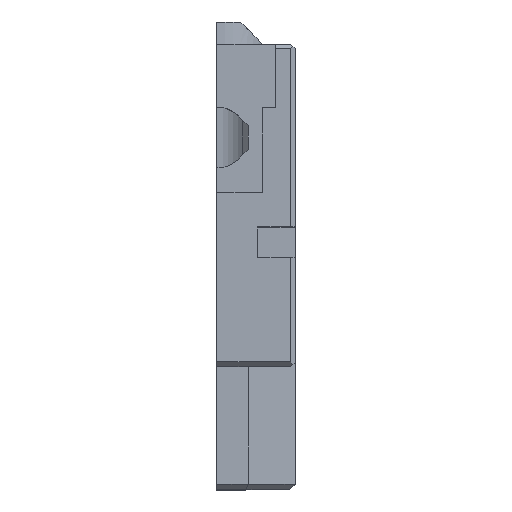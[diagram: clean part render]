
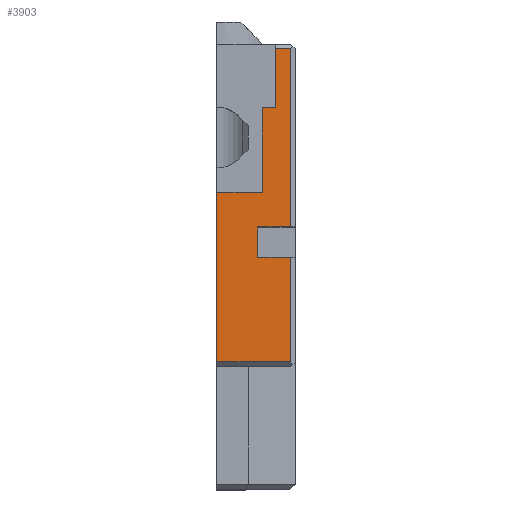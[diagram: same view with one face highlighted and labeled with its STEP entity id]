
A CAD part, top view. The second image highlights one B-rep face of the part: STEP entity #3903.
In plain terms, the highlighted planar face has unit normal (0, 0, 1).
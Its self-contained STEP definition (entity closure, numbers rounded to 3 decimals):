
#71=PLANE('',#4135);
#261=FACE_OUTER_BOUND('',#474,.T.);
#474=EDGE_LOOP('',(#2830,#2831,#2832,#2833,#2834,#2835,#2836,#2837,#2838,
#2839,#2840,#2841));
#727=LINE('',#5527,#1250);
#731=LINE('',#5534,#1254);
#745=LINE('',#5567,#1268);
#746=LINE('',#5569,#1269);
#747=LINE('',#5571,#1270);
#748=LINE('',#5573,#1271);
#749=LINE('',#5575,#1272);
#750=LINE('',#5577,#1273);
#751=LINE('',#5579,#1274);
#752=LINE('',#5581,#1275);
#753=LINE('',#5583,#1276);
#754=LINE('',#5584,#1277);
#1250=VECTOR('',#4455,10.);
#1254=VECTOR('',#4461,10.);
#1268=VECTOR('',#4485,10.);
#1269=VECTOR('',#4486,10.);
#1270=VECTOR('',#4487,10.);
#1271=VECTOR('',#4488,10.);
#1272=VECTOR('',#4489,10.);
#1273=VECTOR('',#4490,10.);
#1274=VECTOR('',#4491,10.);
#1275=VECTOR('',#4492,10.);
#1276=VECTOR('',#4493,10.);
#1277=VECTOR('',#4494,10.);
#1818=VERTEX_POINT('',#5524);
#1819=VERTEX_POINT('',#5526);
#1821=VERTEX_POINT('',#5532);
#1835=VERTEX_POINT('',#5566);
#1836=VERTEX_POINT('',#5568);
#1837=VERTEX_POINT('',#5570);
#1838=VERTEX_POINT('',#5572);
#1839=VERTEX_POINT('',#5574);
#1840=VERTEX_POINT('',#5576);
#1841=VERTEX_POINT('',#5578);
#1842=VERTEX_POINT('',#5580);
#1843=VERTEX_POINT('',#5582);
#2207=EDGE_CURVE('',#1818,#1819,#727,.T.);
#2211=EDGE_CURVE('',#1821,#1818,#731,.T.);
#2227=EDGE_CURVE('',#1821,#1835,#745,.T.);
#2228=EDGE_CURVE('',#1835,#1836,#746,.T.);
#2229=EDGE_CURVE('',#1836,#1837,#747,.T.);
#2230=EDGE_CURVE('',#1838,#1837,#748,.T.);
#2231=EDGE_CURVE('',#1839,#1838,#749,.T.);
#2232=EDGE_CURVE('',#1840,#1839,#750,.T.);
#2233=EDGE_CURVE('',#1841,#1840,#751,.T.);
#2234=EDGE_CURVE('',#1841,#1842,#752,.T.);
#2235=EDGE_CURVE('',#1842,#1843,#753,.T.);
#2236=EDGE_CURVE('',#1843,#1819,#754,.T.);
#2830=ORIENTED_EDGE('',*,*,#2211,.F.);
#2831=ORIENTED_EDGE('',*,*,#2227,.T.);
#2832=ORIENTED_EDGE('',*,*,#2228,.T.);
#2833=ORIENTED_EDGE('',*,*,#2229,.T.);
#2834=ORIENTED_EDGE('',*,*,#2230,.F.);
#2835=ORIENTED_EDGE('',*,*,#2231,.F.);
#2836=ORIENTED_EDGE('',*,*,#2232,.F.);
#2837=ORIENTED_EDGE('',*,*,#2233,.F.);
#2838=ORIENTED_EDGE('',*,*,#2234,.T.);
#2839=ORIENTED_EDGE('',*,*,#2235,.T.);
#2840=ORIENTED_EDGE('',*,*,#2236,.T.);
#2841=ORIENTED_EDGE('',*,*,#2207,.F.);
#3903=ADVANCED_FACE('',(#261),#71,.T.);
#4135=AXIS2_PLACEMENT_3D('',#5565,#4483,#4484);
#4455=DIRECTION('',(0.,-1.,0.));
#4461=DIRECTION('',(1.,0.,0.));
#4483=DIRECTION('center_axis',(0.,0.,1.));
#4484=DIRECTION('ref_axis',(-1.,0.,0.));
#4485=DIRECTION('',(0.,-1.,0.));
#4486=DIRECTION('',(-1.,0.,0.));
#4487=DIRECTION('',(0.,-1.,0.));
#4488=DIRECTION('',(1.,0.,0.));
#4489=DIRECTION('',(0.,1.,0.));
#4490=DIRECTION('',(-1.,0.,0.));
#4491=DIRECTION('',(0.,-1.,0.));
#4492=DIRECTION('',(-1.,0.,0.));
#4493=DIRECTION('',(0.,1.,0.));
#4494=DIRECTION('',(1.,0.,0.));
#5524=CARTESIAN_POINT('',(7.85,-67.758,-23.561));
#5526=CARTESIAN_POINT('',(7.85,-86.735,-23.561));
#5527=CARTESIAN_POINT('',(7.85,-64.702,-23.561));
#5532=CARTESIAN_POINT('',(6.25,-67.758,-23.561));
#5534=CARTESIAN_POINT('',(5.625,-67.758,-23.561));
#5565=CARTESIAN_POINT('Origin',(7.5,-64.702,-23.561));
#5566=CARTESIAN_POINT('',(6.25,-74.052,-23.561));
#5567=CARTESIAN_POINT('',(6.25,-79.014,-23.561));
#5568=CARTESIAN_POINT('',(4.85,-74.052,-23.561));
#5569=CARTESIAN_POINT('',(5.65,-74.052,-23.561));
#5570=CARTESIAN_POINT('',(4.85,-83.052,-23.561));
#5571=CARTESIAN_POINT('',(4.85,-70.253,-23.561));
#5572=CARTESIAN_POINT('',(0.,-83.052,-23.561));
#5573=CARTESIAN_POINT('',(3.75,-83.052,-23.561));
#5574=CARTESIAN_POINT('',(0.,-101.102,-23.561));
#5575=CARTESIAN_POINT('',(0.,-82.202,-23.561));
#5576=CARTESIAN_POINT('',(7.85,-101.102,-23.561));
#5577=CARTESIAN_POINT('',(3.75,-101.102,-23.561));
#5578=CARTESIAN_POINT('',(7.85,-89.968,-23.561));
#5579=CARTESIAN_POINT('',(7.85,-64.702,-23.561));
#5580=CARTESIAN_POINT('',(4.35,-89.968,-23.561));
#5581=CARTESIAN_POINT('',(5.925,-89.968,-23.561));
#5582=CARTESIAN_POINT('',(4.35,-86.735,-23.561));
#5583=CARTESIAN_POINT('',(4.35,-75.969,-23.561));
#5584=CARTESIAN_POINT('',(7.925,-86.735,-23.561));
